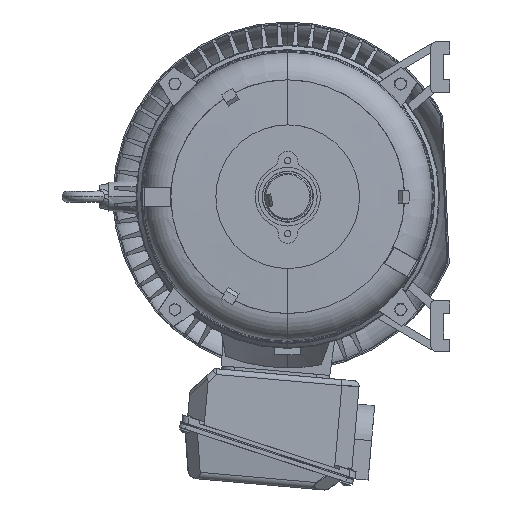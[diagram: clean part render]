
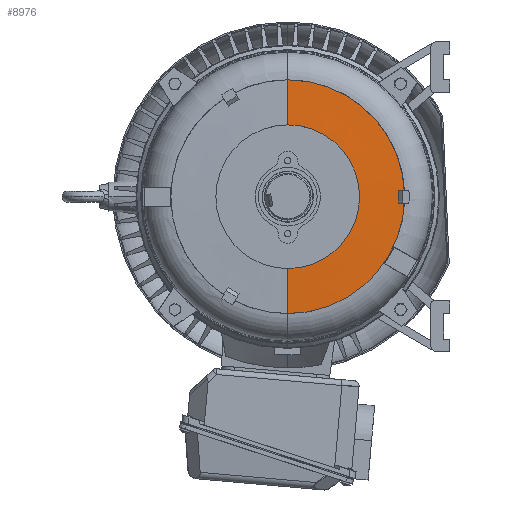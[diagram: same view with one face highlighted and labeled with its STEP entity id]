
A CAD part, left-side view. The second image highlights one B-rep face of the part: STEP entity #8976.
In plain terms, the highlighted conical face has half-angle 88 degrees and reference radius 183.056 mm.
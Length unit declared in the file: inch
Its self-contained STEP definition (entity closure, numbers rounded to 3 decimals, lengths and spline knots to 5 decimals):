
#79 = CARTESIAN_POINT ( 'NONE',  ( -27.39996, 107.65952, 4.60757 ) ) ;
#1005 = CARTESIAN_POINT ( 'NONE',  ( -27.39996, 107.65952, -2.59937 ) ) ;
#2665 = EDGE_CURVE ( 'NONE', #32954, #19180, #96015, .T. ) ;
#2738 = CONICAL_SURFACE ( 'NONE', #51469, 7.20694, 1.536 ) ;
#3270 = B_SPLINE_CURVE_WITH_KNOTS ( 'NONE', 3,
 ( #13400, #115769, #16456, #118810 ),
 .UNSPECIFIED., .F., .F.,
 ( 4, 4 ),
 ( 0., 0.00928 ),
 .UNSPECIFIED. ) ;
#5470 = CIRCLE ( 'NONE', #21038, 7.20694 ) ;
#7711 = DIRECTION ( 'NONE',  ( 0., 0., -1. ) ) ;
#8051 = VERTEX_POINT ( 'NONE', #79 ) ;
#8062 = VERTEX_POINT ( 'NONE', #114078 ) ;
#8976 = ADVANCED_FACE ( 'NONE', ( #36353 ), #2738, .T. ) ;
#11263 = DIRECTION ( 'NONE',  ( 1., 0., 0. ) ) ;
#13400 = CARTESIAN_POINT ( 'NONE',  ( -27.39996, 100.46334, -2.99307 ) ) ;
#13893 = DIRECTION ( 'NONE',  ( 0., 0., -1. ) ) ;
#14628 = ORIENTED_EDGE ( 'NONE', *, *, #64662, .F. ) ;
#16060 = LINE ( 'NONE', #32489, #118419 ) ;
#16456 = CARTESIAN_POINT ( 'NONE',  ( -27.40844, 100.70669, -2.99307 ) ) ;
#16846 = AXIS2_PLACEMENT_3D ( 'NONE', #115345, #23289, #13893 ) ;
#19180 = VERTEX_POINT ( 'NONE', #74975 ) ;
#21038 = AXIS2_PLACEMENT_3D ( 'NONE', #116741, #96627, #54637 ) ;
#21694 = EDGE_CURVE ( 'NONE', #118818, #8062, #92986, .T. ) ;
#21719 = CARTESIAN_POINT ( 'NONE',  ( -27.39996, 107.65952, 4.60757 ) ) ;
#23289 = DIRECTION ( 'NONE',  ( 1., 0., 0. ) ) ;
#25480 = EDGE_CURVE ( 'NONE', #89598, #109255, #48359, .T. ) ;
#26692 = CARTESIAN_POINT ( 'NONE',  ( -27.49692, 107.65952, 1.83089 ) ) ;
#28327 = VERTEX_POINT ( 'NONE', #43845 ) ;
#28844 = DIRECTION ( 'NONE',  ( 1., 0., 0. ) ) ;
#32489 = CARTESIAN_POINT ( 'NONE',  ( -27.39996, 107.65952, -9.80631 ) ) ;
#32954 = VERTEX_POINT ( 'NONE', #26692 ) ;
#33324 = CIRCLE ( 'NONE', #16846, 7.20694 ) ;
#33413 = ORIENTED_EDGE ( 'NONE', *, *, #21694, .F. ) ;
#35983 = LINE ( 'NONE', #21719, #114376 ) ;
#36353 = FACE_OUTER_BOUND ( 'NONE', #90614, .T. ) ;
#36369 = CARTESIAN_POINT ( 'NONE',  ( -27.39996, 107.65952, -2.59937 ) ) ;
#38135 = CARTESIAN_POINT ( 'NONE',  ( -27.39996, 100.46334, -2.20567 ) ) ;
#39636 = EDGE_CURVE ( 'NONE', #8051, #109255, #33324, .T. ) ;
#43845 = CARTESIAN_POINT ( 'NONE',  ( -27.39996, 107.65952, -9.80631 ) ) ;
#48359 = B_SPLINE_CURVE_WITH_KNOTS ( 'NONE', 3,
 ( #89141, #99405, #130257, #38135 ),
 .UNSPECIFIED., .F., .F.,
 ( 4, 4 ),
 ( 0., 0.00928 ),
 .UNSPECIFIED. ) ;
#50009 = ORIENTED_EDGE ( 'NONE', *, *, #90817, .F. ) ;
#51469 = AXIS2_PLACEMENT_3D ( 'NONE', #1005, #11263, #53778 ) ;
#52142 = ORIENTED_EDGE ( 'NONE', *, *, #80365, .T. ) ;
#53778 = DIRECTION ( 'NONE',  ( 0., 0., -1. ) ) ;
#54637 = DIRECTION ( 'NONE',  ( 0., 0., -1. ) ) ;
#64129 = AXIS2_PLACEMENT_3D ( 'NONE', #87489, #128622, #98675 ) ;
#64662 = EDGE_CURVE ( 'NONE', #32954, #8051, #35983, .T. ) ;
#70419 = ORIENTED_EDGE ( 'NONE', *, *, #2665, .T. ) ;
#71560 = ORIENTED_EDGE ( 'NONE', *, *, #39636, .F. ) ;
#73581 = DIRECTION ( 'NONE',  ( 0.035, 0., 0.999 ) ) ;
#73983 = AXIS2_PLACEMENT_3D ( 'NONE', #101302, #28844, #80272 ) ;
#74975 = CARTESIAN_POINT ( 'NONE',  ( -27.49692, 107.65952, -7.02964 ) ) ;
#80272 = DIRECTION ( 'NONE',  ( 0., 0., -1. ) ) ;
#80365 = EDGE_CURVE ( 'NONE', #118818, #88990, #3270, .T. ) ;
#82307 = ORIENTED_EDGE ( 'NONE', *, *, #25480, .T. ) ;
#87489 = CARTESIAN_POINT ( 'NONE',  ( -27.41269, 107.65952, -2.59937 ) ) ;
#88990 = VERTEX_POINT ( 'NONE', #96286 ) ;
#89141 = CARTESIAN_POINT ( 'NONE',  ( -27.41269, 100.82836, -2.20567 ) ) ;
#89205 = AXIS2_PLACEMENT_3D ( 'NONE', #36369, #119503, #7711 ) ;
#89598 = VERTEX_POINT ( 'NONE', #98397 ) ;
#90614 = EDGE_LOOP ( 'NONE', ( #14628, #70419, #107414, #50009, #33413, #52142, #94430, #82307, #71560 ) ) ;
#90817 = EDGE_CURVE ( 'NONE', #8062, #28327, #5470, .T. ) ;
#92969 = EDGE_CURVE ( 'NONE', #88990, #89598, #128517, .T. ) ;
#92986 = CIRCLE ( 'NONE', #89205, 7.20694 ) ;
#94430 = ORIENTED_EDGE ( 'NONE', *, *, #92969, .T. ) ;
#96015 = CIRCLE ( 'NONE', #73983, 4.43027 ) ;
#96286 = CARTESIAN_POINT ( 'NONE',  ( -27.41269, 100.82836, -2.99307 ) ) ;
#96627 = DIRECTION ( 'NONE',  ( 1., 0., 0. ) ) ;
#98397 = CARTESIAN_POINT ( 'NONE',  ( -27.41269, 100.82836, -2.20567 ) ) ;
#98675 = DIRECTION ( 'NONE',  ( 0., 0., -1. ) ) ;
#99405 = CARTESIAN_POINT ( 'NONE',  ( -27.40844, 100.70669, -2.20567 ) ) ;
#101302 = CARTESIAN_POINT ( 'NONE',  ( -27.49692, 107.65952, -2.59937 ) ) ;
#107414 = ORIENTED_EDGE ( 'NONE', *, *, #114413, .T. ) ;
#109255 = VERTEX_POINT ( 'NONE', #127123 ) ;
#114078 = CARTESIAN_POINT ( 'NONE',  ( -27.39996, 101.41813, -6.20284 ) ) ;
#114376 = VECTOR ( 'NONE', #73581, 39.37008 ) ;
#114413 = EDGE_CURVE ( 'NONE', #19180, #28327, #16060, .T. ) ;
#115345 = CARTESIAN_POINT ( 'NONE',  ( -27.39996, 107.65952, -2.59937 ) ) ;
#115769 = CARTESIAN_POINT ( 'NONE',  ( -27.4042, 100.58502, -2.99307 ) ) ;
#116741 = CARTESIAN_POINT ( 'NONE',  ( -27.39996, 107.65952, -2.59937 ) ) ;
#118419 = VECTOR ( 'NONE', #125058, 39.37008 ) ;
#118810 = CARTESIAN_POINT ( 'NONE',  ( -27.41269, 100.82836, -2.99307 ) ) ;
#118818 = VERTEX_POINT ( 'NONE', #130897 ) ;
#119503 = DIRECTION ( 'NONE',  ( 1., 0., 0. ) ) ;
#125058 = DIRECTION ( 'NONE',  ( 0.035, 0., -0.999 ) ) ;
#127123 = CARTESIAN_POINT ( 'NONE',  ( -27.39996, 100.46334, -2.20567 ) ) ;
#128517 = CIRCLE ( 'NONE', #64129, 6.8425 ) ;
#128622 = DIRECTION ( 'NONE',  ( -1., 0., 0. ) ) ;
#130257 = CARTESIAN_POINT ( 'NONE',  ( -27.4042, 100.58502, -2.20567 ) ) ;
#130897 = CARTESIAN_POINT ( 'NONE',  ( -27.39996, 100.46334, -2.99307 ) ) ;
